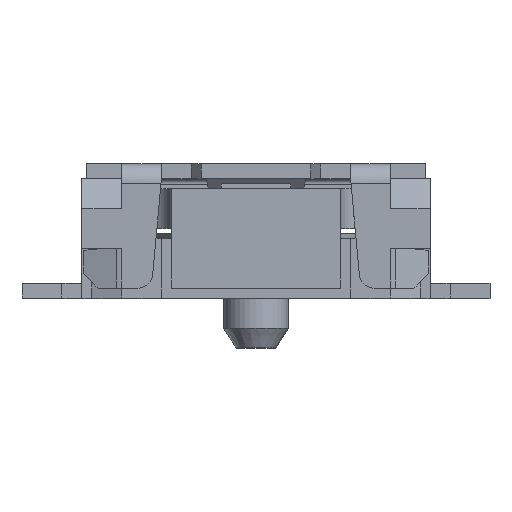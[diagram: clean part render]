
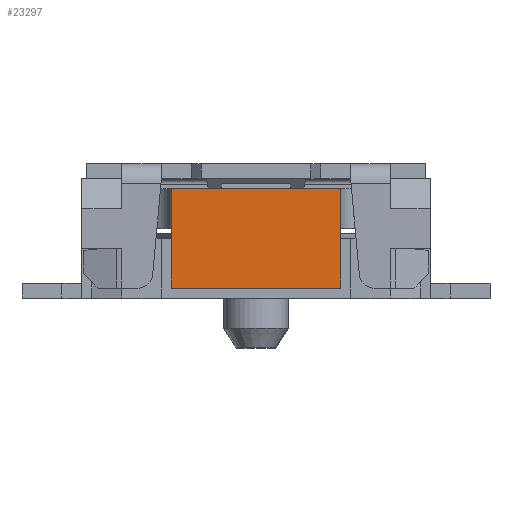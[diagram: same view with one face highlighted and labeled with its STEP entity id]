
A CAD part, top view. The second image highlights one B-rep face of the part: STEP entity #23297.
In plain terms, the highlighted planar face has unit normal (0, 0, 1).
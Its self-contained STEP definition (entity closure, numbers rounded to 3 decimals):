
#13048 = PLANE('',#13049);
#13049 = AXIS2_PLACEMENT_3D('',#13050,#13051,#13052);
#13050 = CARTESIAN_POINT('',(0.,1.15,0.575));
#13051 = DIRECTION('',(0.,1.,0.));
#13052 = DIRECTION('',(0.,0.,-1.));
#13222 = PLANE('',#13223);
#13223 = AXIS2_PLACEMENT_3D('',#13224,#13225,#13226);
#13224 = CARTESIAN_POINT('',(-0.85,0.65,1.75));
#13225 = DIRECTION('',(1.,0.,0.));
#13226 = DIRECTION('',(0.,0.,-1.));
#13687 = PLANE('',#13688);
#13688 = AXIS2_PLACEMENT_3D('',#13689,#13690,#13691);
#13689 = CARTESIAN_POINT('',(0.85,0.65,1.75));
#13690 = DIRECTION('',(1.,0.,0.));
#13691 = DIRECTION('',(0.,0.,1.));
#16775 = VERTEX_POINT('',#16776);
#16776 = CARTESIAN_POINT('',(0.85,1.15,2.1));
#16797 = EDGE_CURVE('',#16775,#16798,#16800,.T.);
#16798 = VERTEX_POINT('',#16799);
#16799 = CARTESIAN_POINT('',(-0.85,1.15,2.1));
#16800 = SURFACE_CURVE('',#16801,(#16805,#16812),.PCURVE_S1.);
#16801 = LINE('',#16802,#16803);
#16802 = CARTESIAN_POINT('',(0.85,1.15,2.1));
#16803 = VECTOR('',#16804,1.);
#16804 = DIRECTION('',(-1.,0.,0.));
#16805 = PCURVE('',#13048,#16806);
#16806 = DEFINITIONAL_REPRESENTATION('',(#16807),#16811);
#16807 = LINE('',#16808,#16809);
#16808 = CARTESIAN_POINT('',(-1.525,-0.85));
#16809 = VECTOR('',#16810,1.);
#16810 = DIRECTION('',(0.,1.));
#16811 = ( GEOMETRIC_REPRESENTATION_CONTEXT(2) 
PARAMETRIC_REPRESENTATION_CONTEXT() REPRESENTATION_CONTEXT('2D SPACE',''
  ) );
#16812 = PCURVE('',#16813,#16818);
#16813 = PLANE('',#16814);
#16814 = AXIS2_PLACEMENT_3D('',#16815,#16816,#16817);
#16815 = CARTESIAN_POINT('',(0.,0.65,2.1));
#16816 = DIRECTION('',(0.,0.,1.));
#16817 = DIRECTION('',(0.,1.,0.));
#16818 = DEFINITIONAL_REPRESENTATION('',(#16819),#16823);
#16819 = LINE('',#16820,#16821);
#16820 = CARTESIAN_POINT('',(0.5,-0.85));
#16821 = VECTOR('',#16822,1.);
#16822 = DIRECTION('',(0.,1.));
#16823 = ( GEOMETRIC_REPRESENTATION_CONTEXT(2) 
PARAMETRIC_REPRESENTATION_CONTEXT() REPRESENTATION_CONTEXT('2D SPACE',''
  ) );
#18349 = VERTEX_POINT('',#18350);
#18350 = CARTESIAN_POINT('',(0.85,0.15,2.1));
#18364 = PLANE('',#18365);
#18365 = AXIS2_PLACEMENT_3D('',#18366,#18367,#18368);
#18366 = CARTESIAN_POINT('',(0.,0.15,1.925));
#18367 = DIRECTION('',(0.,1.,0.));
#18368 = DIRECTION('',(0.,-0.,1.));
#18376 = EDGE_CURVE('',#18349,#16775,#18377,.T.);
#18377 = SURFACE_CURVE('',#18378,(#18382,#18389),.PCURVE_S1.);
#18378 = LINE('',#18379,#18380);
#18379 = CARTESIAN_POINT('',(0.85,0.15,2.1));
#18380 = VECTOR('',#18381,1.);
#18381 = DIRECTION('',(0.,1.,0.));
#18382 = PCURVE('',#13687,#18383);
#18383 = DEFINITIONAL_REPRESENTATION('',(#18384),#18388);
#18384 = LINE('',#18385,#18386);
#18385 = CARTESIAN_POINT('',(0.35,0.5));
#18386 = VECTOR('',#18387,1.);
#18387 = DIRECTION('',(0.,-1.));
#18388 = ( GEOMETRIC_REPRESENTATION_CONTEXT(2) 
PARAMETRIC_REPRESENTATION_CONTEXT() REPRESENTATION_CONTEXT('2D SPACE',''
  ) );
#18389 = PCURVE('',#16813,#18390);
#18390 = DEFINITIONAL_REPRESENTATION('',(#18391),#18395);
#18391 = LINE('',#18392,#18393);
#18392 = CARTESIAN_POINT('',(-0.5,-0.85));
#18393 = VECTOR('',#18394,1.);
#18394 = DIRECTION('',(1.,0.));
#18395 = ( GEOMETRIC_REPRESENTATION_CONTEXT(2) 
PARAMETRIC_REPRESENTATION_CONTEXT() REPRESENTATION_CONTEXT('2D SPACE',''
  ) );
#23231 = EDGE_CURVE('',#16798,#23232,#23234,.T.);
#23232 = VERTEX_POINT('',#23233);
#23233 = CARTESIAN_POINT('',(-0.85,0.15,2.1));
#23234 = SURFACE_CURVE('',#23235,(#23239,#23246),.PCURVE_S1.);
#23235 = LINE('',#23236,#23237);
#23236 = CARTESIAN_POINT('',(-0.85,1.15,2.1));
#23237 = VECTOR('',#23238,1.);
#23238 = DIRECTION('',(0.,-1.,0.));
#23239 = PCURVE('',#13222,#23240);
#23240 = DEFINITIONAL_REPRESENTATION('',(#23241),#23245);
#23241 = LINE('',#23242,#23243);
#23242 = CARTESIAN_POINT('',(-0.35,0.5));
#23243 = VECTOR('',#23244,1.);
#23244 = DIRECTION('',(0.,-1.));
#23245 = ( GEOMETRIC_REPRESENTATION_CONTEXT(2) 
PARAMETRIC_REPRESENTATION_CONTEXT() REPRESENTATION_CONTEXT('2D SPACE',''
  ) );
#23246 = PCURVE('',#16813,#23247);
#23247 = DEFINITIONAL_REPRESENTATION('',(#23248),#23252);
#23248 = LINE('',#23249,#23250);
#23249 = CARTESIAN_POINT('',(0.5,0.85));
#23250 = VECTOR('',#23251,1.);
#23251 = DIRECTION('',(-1.,0.));
#23252 = ( GEOMETRIC_REPRESENTATION_CONTEXT(2) 
PARAMETRIC_REPRESENTATION_CONTEXT() REPRESENTATION_CONTEXT('2D SPACE',''
  ) );
#23297 = ADVANCED_FACE('',(#23298),#16813,.T.);
#23298 = FACE_BOUND('',#23299,.F.);
#23299 = EDGE_LOOP('',(#23300,#23301,#23302,#23323));
#23300 = ORIENTED_EDGE('',*,*,#16797,.F.);
#23301 = ORIENTED_EDGE('',*,*,#18376,.F.);
#23302 = ORIENTED_EDGE('',*,*,#23303,.T.);
#23303 = EDGE_CURVE('',#18349,#23232,#23304,.T.);
#23304 = SURFACE_CURVE('',#23305,(#23309,#23316),.PCURVE_S1.);
#23305 = LINE('',#23306,#23307);
#23306 = CARTESIAN_POINT('',(0.85,0.15,2.1));
#23307 = VECTOR('',#23308,1.);
#23308 = DIRECTION('',(-1.,0.,0.));
#23309 = PCURVE('',#16813,#23310);
#23310 = DEFINITIONAL_REPRESENTATION('',(#23311),#23315);
#23311 = LINE('',#23312,#23313);
#23312 = CARTESIAN_POINT('',(-0.5,-0.85));
#23313 = VECTOR('',#23314,1.);
#23314 = DIRECTION('',(0.,1.));
#23315 = ( GEOMETRIC_REPRESENTATION_CONTEXT(2) 
PARAMETRIC_REPRESENTATION_CONTEXT() REPRESENTATION_CONTEXT('2D SPACE',''
  ) );
#23316 = PCURVE('',#18364,#23317);
#23317 = DEFINITIONAL_REPRESENTATION('',(#23318),#23322);
#23318 = LINE('',#23319,#23320);
#23319 = CARTESIAN_POINT('',(0.175,0.85));
#23320 = VECTOR('',#23321,1.);
#23321 = DIRECTION('',(0.,-1.));
#23322 = ( GEOMETRIC_REPRESENTATION_CONTEXT(2) 
PARAMETRIC_REPRESENTATION_CONTEXT() REPRESENTATION_CONTEXT('2D SPACE',''
  ) );
#23323 = ORIENTED_EDGE('',*,*,#23231,.F.);
